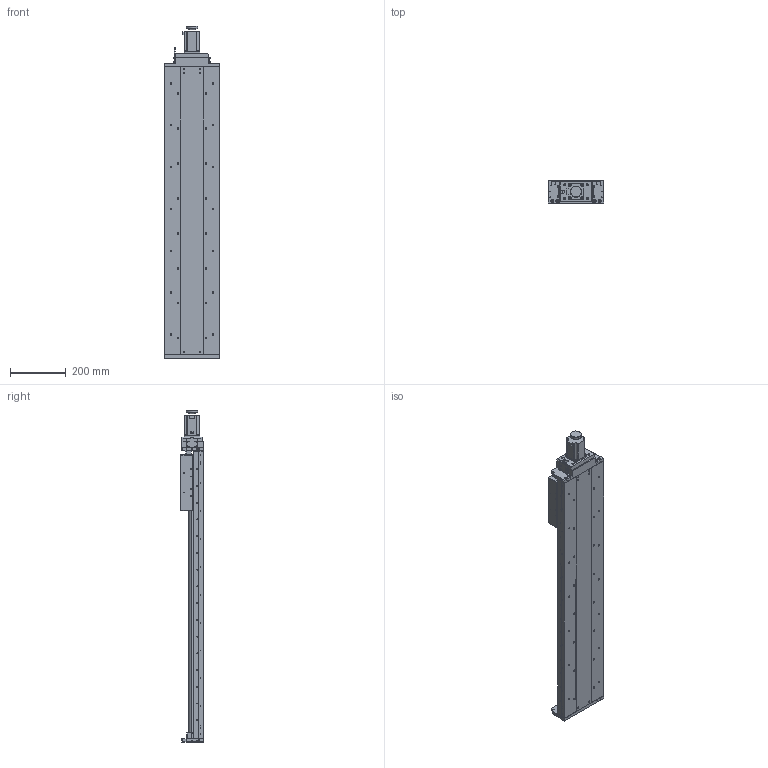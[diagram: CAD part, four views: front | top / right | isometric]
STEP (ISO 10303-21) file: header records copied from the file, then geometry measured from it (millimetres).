
FILE_DESCRIPTION (( 'STEP AP203' ), '1' );
FILE_NAME ('PA800(AP214).STEP', '2021-05-28T02:21:52', ( '' ), ( '' ), 'SwSTEP 2.0', 'SolidWorks 2017', '' );
FILE_SCHEMA (( 'CONFIG_CONTROL_DESIGN' ));
Length unit declared in the file: millimetre
Products named in the file (1): PA800(AP214)
Bounding box: 200 x 82 x 1190.5 mm (x, y, z)
Surface area: 988387.6 mm2 (no closed solid volume)
Topology: 0 solids, 157 shells, 1395 faces, 5135 edges, 3806 vertices
Faces by surface type: cylinder 694, plane 567, torus 92, cone 22, sphere 20
Entity records: 57102 total; most frequent: CARTESIAN_POINT 12089, DIRECTION 10003, ORIENTED_EDGE 7676, EDGE_CURVE 5123, VERTEX_POINT 3806, AXIS2_PLACEMENT_3D 3556, VECTOR 2891, LINE 2891
